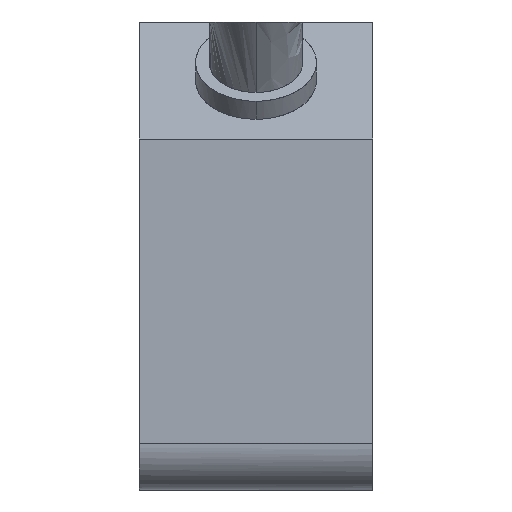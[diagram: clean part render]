
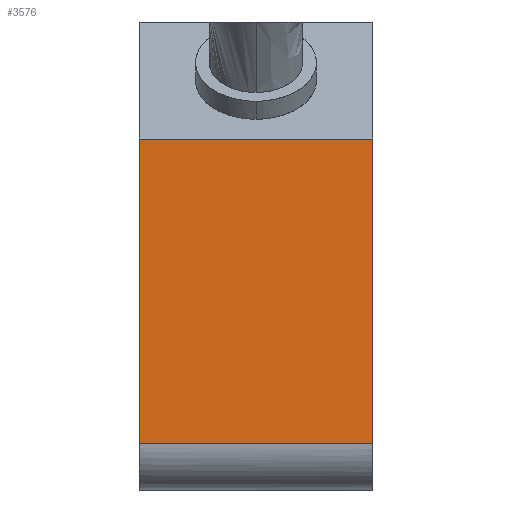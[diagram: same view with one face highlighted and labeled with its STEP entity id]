
A CAD part, left-side view. The second image highlights one B-rep face of the part: STEP entity #3576.
In plain terms, the highlighted free-form (B-spline) face has degree [1, 1] with [2, 2] control points.
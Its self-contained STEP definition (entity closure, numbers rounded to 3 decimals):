
#3576 = ADVANCED_FACE('',(#3577),#3607,.T.);
#3577 = FACE_BOUND('',#3578,.T.);
#3578 = EDGE_LOOP('',(#3579,#3588,#3595,#3602));
#3579 = ORIENTED_EDGE('',*,*,#3580,.T.);
#3580 = EDGE_CURVE('',#3581,#3583,#3585,.T.);
#3581 = VERTEX_POINT('',#3582);
#3582 = CARTESIAN_POINT('',(-103.782,13.427,
    -1.343));
#3583 = VERTEX_POINT('',#3584);
#3584 = CARTESIAN_POINT('',(-103.782,13.427,
    16.113));
#3585 = B_SPLINE_CURVE_WITH_KNOTS('',1,(#3586,#3587),.UNSPECIFIED.,.F.,
  .F.,(2,2),(0.,1.),.PIECEWISE_BEZIER_KNOTS.);
#3586 = CARTESIAN_POINT('',(-103.782,13.427,
    -1.343));
#3587 = CARTESIAN_POINT('',(-103.782,13.427,
    16.113));
#3588 = ORIENTED_EDGE('',*,*,#3589,.T.);
#3589 = EDGE_CURVE('',#3583,#3590,#3592,.T.);
#3590 = VERTEX_POINT('',#3591);
#3591 = CARTESIAN_POINT('',(-103.782,0.,16.113));
#3592 = B_SPLINE_CURVE_WITH_KNOTS('',1,(#3593,#3594),.UNSPECIFIED.,.F.,
  .F.,(2,2),(0.,1.),.PIECEWISE_BEZIER_KNOTS.);
#3593 = CARTESIAN_POINT('',(-103.782,13.427,
    16.113));
#3594 = CARTESIAN_POINT('',(-103.782,0.,16.113));
#3595 = ORIENTED_EDGE('',*,*,#3596,.T.);
#3596 = EDGE_CURVE('',#3590,#3597,#3599,.T.);
#3597 = VERTEX_POINT('',#3598);
#3598 = CARTESIAN_POINT('',(-103.782,0.,-1.343));
#3599 = B_SPLINE_CURVE_WITH_KNOTS('',1,(#3600,#3601),.UNSPECIFIED.,.F.,
  .F.,(2,2),(0.,1.),.PIECEWISE_BEZIER_KNOTS.);
#3600 = CARTESIAN_POINT('',(-103.782,0.,16.113));
#3601 = CARTESIAN_POINT('',(-103.782,0.,-1.343));
#3602 = ORIENTED_EDGE('',*,*,#3603,.T.);
#3603 = EDGE_CURVE('',#3597,#3581,#3604,.T.);
#3604 = B_SPLINE_CURVE_WITH_KNOTS('',1,(#3605,#3606),.UNSPECIFIED.,.F.,
  .F.,(2,2),(0.,1.),.PIECEWISE_BEZIER_KNOTS.);
#3605 = CARTESIAN_POINT('',(-103.782,0.,-1.343));
#3606 = CARTESIAN_POINT('',(-103.782,13.427,
    -1.343));
#3607 = B_SPLINE_SURFACE_WITH_KNOTS('',1,1,(
    (#3608,#3609)
    ,(#3610,#3611
    )),.UNSPECIFIED.,.F.,.F.,.F.,(2,2),(2,2),(0.,1.),(0.,1.),
  .PIECEWISE_BEZIER_KNOTS.);
#3608 = CARTESIAN_POINT('',(-103.782,0.,16.113));
#3609 = CARTESIAN_POINT('',(-103.782,13.427,
    16.113));
#3610 = CARTESIAN_POINT('',(-103.782,0.,-1.343));
#3611 = CARTESIAN_POINT('',(-103.782,13.427,
    -1.343));
